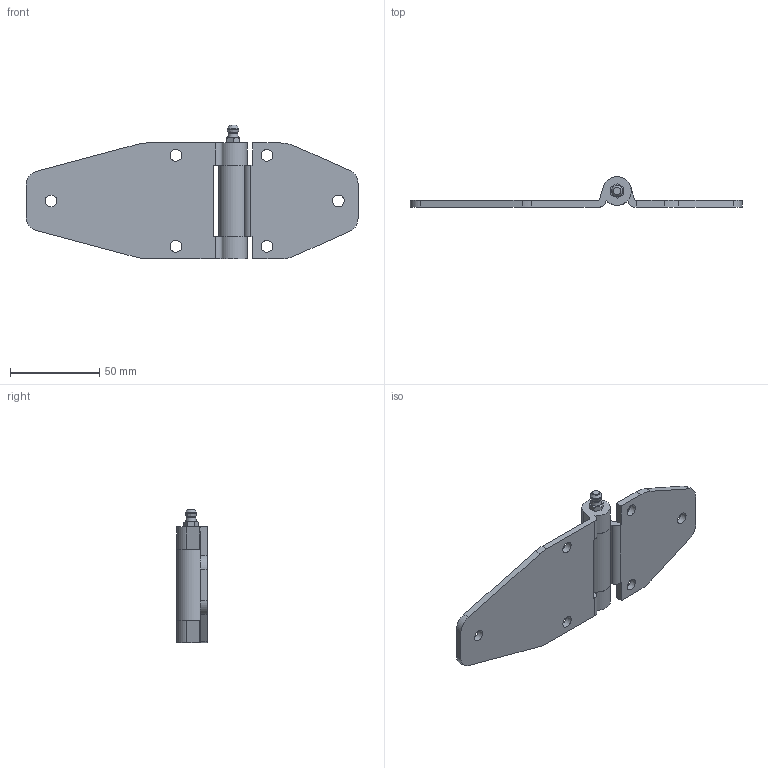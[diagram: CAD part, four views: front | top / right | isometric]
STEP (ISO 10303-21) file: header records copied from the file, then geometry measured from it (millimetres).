
FILE_DESCRIPTION( ( 'STEP AP214' ), '1' );
FILE_NAME( 'K1347.06701161932.stp', '2021-01-06T10:10:21', ( '' ), ( '' ), ' ', 'PARTsolutions', ' ' );
FILE_SCHEMA( ( 'AUTOMOTIVE_DESIGN { 1 0 10303 214 1 1 1 1 }' ) );
Length unit declared in the file: millimetre
Products named in the file (3): K1347.06701161932; _27876-05_scharnier_li; _27876-05_scharnier_re
Assembly tree (2 placements, depth 2):
  K1347.06701161932
    _27876-05_scharnier_li
    _27876-05_scharnier_re
Bounding box: 186 x 16.97 x 75 mm (x, y, z)
Volume: 47217.9 mm3; surface area: 26512.8 mm2
Topology: 2 solids, 2 shells, 69 faces, 191 edges, 128 vertices
Faces by surface type: plane 35, cylinder 28, cone 3, torus 2, bspline 1
Full cylindrical faces by diameter (mm): 5.3 x1, 6.4 x1, 6.6 x6, 8 x3
Entity records: 2725 total; most frequent: CARTESIAN_POINT 411, DIRECTION 360, ORIENTED_EDGE 328, EDGE_CURVE 164, AXIS2_PLACEMENT_3D 131, VERTEX_POINT 118, EDGE_LOOP 104, LINE 98
